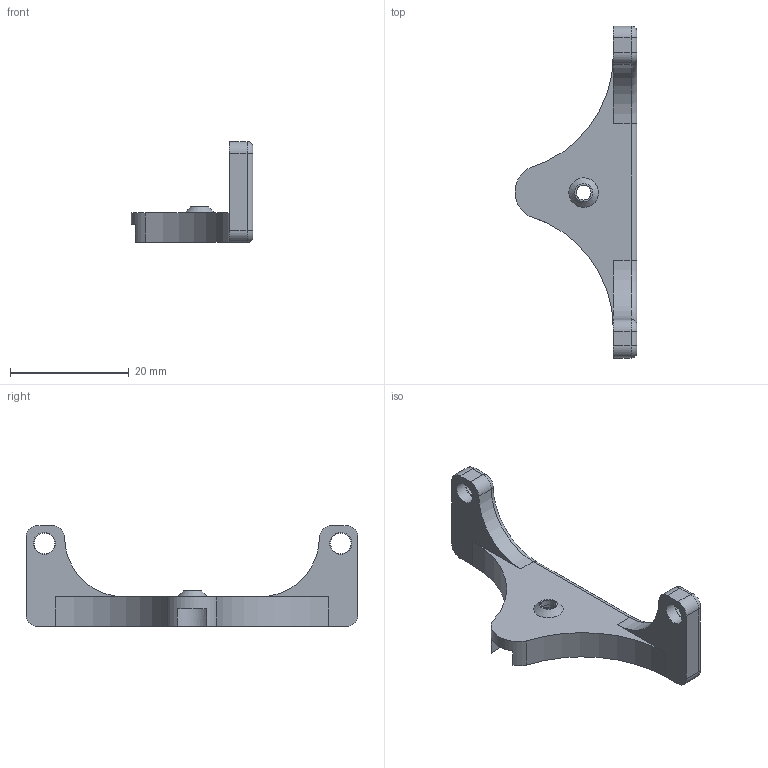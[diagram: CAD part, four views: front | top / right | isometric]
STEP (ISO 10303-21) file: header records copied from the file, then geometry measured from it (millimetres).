
FILE_DESCRIPTION(('FreeCAD Model'),'2;1');
FILE_NAME('Evolution_sujeta_ultrasonido.step', '2015-03-17T14:17:54',('Author'),(''), 'Open CASCADE STEP processor 6.7','FreeCAD','Unknown');
FILE_SCHEMA(('AUTOMOTIVE_DESIGN_CC2 { 1 2 10303 214 -1 1 5 4 }'));
Length unit declared in the file: millimetre
Products named in the file (1): Sujeta_Ultrasonido_FINAL001
Bounding box: 20.58 x 56 x 17 mm (x, y, z)
Volume: 2856.3 mm3; surface area: 2281.4 mm2
Topology: 1 solids, 1 shells, 53 faces, 142 edges, 94 vertices
Faces by surface type: cylinder 26, plane 17, torus 8, cone 1, sphere 1
Full cylindrical faces by diameter (mm): 2.5 x2, 3.5 x2, 3.7 x2, 5 x1, 6.5 x1
Entity records: 5275 total; most frequent: CARTESIAN_POINT 2161, DIRECTION 491, ORIENTED_EDGE 284, PCURVE 284, DEFINITIONAL_REPRESENTATION 284, LINE 223, VECTOR 223, EDGE_CURVE 142
